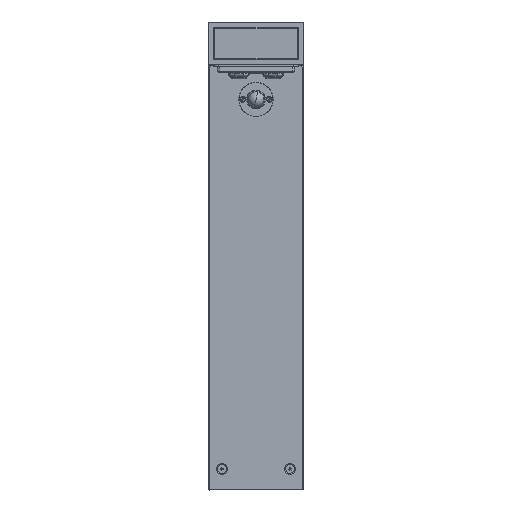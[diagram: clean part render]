
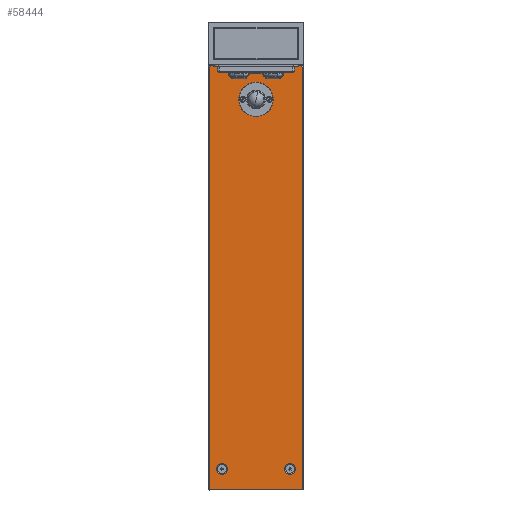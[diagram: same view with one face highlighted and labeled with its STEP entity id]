
A CAD part, top view. The second image highlights one B-rep face of the part: STEP entity #58444.
In plain terms, the highlighted face is planar.
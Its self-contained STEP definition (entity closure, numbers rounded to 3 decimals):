
#378 = CARTESIAN_POINT ( 'NONE',  ( -25., 528.333, 28.43 ) ) ;
#2458 = ORIENTED_EDGE ( 'NONE', *, *, #95204, .T. ) ;
#4145 = DIRECTION ( 'NONE',  ( 1., 0., 0. ) ) ;
#4395 = CIRCLE ( 'NONE', #131108, 6.4 ) ;
#7900 = CARTESIAN_POINT ( 'NONE',  ( -25., 455., 15.5 ) ) ;
#8367 = DIRECTION ( 'NONE',  ( -1., 0., 0. ) ) ;
#8491 = DIRECTION ( 'NONE',  ( 0., 0., 1. ) ) ;
#9350 = LINE ( 'NONE', #378, #68078 ) ;
#9732 = AXIS2_PLACEMENT_3D ( 'NONE', #60117, #8367, #58538 ) ;
#11203 = VERTEX_POINT ( 'NONE', #141940 ) ;
#11875 = EDGE_CURVE ( 'NONE', #91943, #89123, #45917, .T. ) ;
#12322 = ORIENTED_EDGE ( 'NONE', *, *, #36031, .F. ) ;
#12645 = FACE_BOUND ( 'NONE', #65616, .T. ) ;
#13148 = CIRCLE ( 'NONE', #103623, 6.4 ) ;
#13439 = DIRECTION ( 'NONE',  ( 0., 0., -1. ) ) ;
#14094 = VERTEX_POINT ( 'NONE', #147172 ) ;
#14225 = FACE_BOUND ( 'NONE', #136643, .T. ) ;
#14763 = ORIENTED_EDGE ( 'NONE', *, *, #119186, .F. ) ;
#15014 = VERTEX_POINT ( 'NONE', #66676 ) ;
#15031 = FACE_BOUND ( 'NONE', #89392, .T. ) ;
#15240 = CIRCLE ( 'NONE', #113490, 1.25 ) ;
#15298 = EDGE_CURVE ( 'NONE', #11203, #146656, #89791, .T. ) ;
#15997 = VERTEX_POINT ( 'NONE', #40218 ) ;
#17749 = ORIENTED_EDGE ( 'NONE', *, *, #34351, .F. ) ;
#19010 = ORIENTED_EDGE ( 'NONE', *, *, #60267, .T. ) ;
#20151 = DIRECTION ( 'NONE',  ( 0., 0., 1. ) ) ;
#20531 = ORIENTED_EDGE ( 'NONE', *, *, #60292, .T. ) ;
#21628 = VERTEX_POINT ( 'NONE', #137890 ) ;
#22142 = CARTESIAN_POINT ( 'NONE',  ( -25., 24.4, -39.65 ) ) ;
#22416 = CARTESIAN_POINT ( 'NONE',  ( -25., 545., 54.5 ) ) ;
#23210 = DIRECTION ( 'NONE',  ( 0., 0., 1. ) ) ;
#23845 = CIRCLE ( 'NONE', #142854, 6.4 ) ;
#25411 = ORIENTED_EDGE ( 'NONE', *, *, #112430, .F. ) ;
#26000 = DIRECTION ( 'NONE',  ( 0., 0., -1. ) ) ;
#28650 = DIRECTION ( 'NONE',  ( 0., 0., 1. ) ) ;
#28791 = VERTEX_POINT ( 'NONE', #157274 ) ;
#30379 = AXIS2_PLACEMENT_3D ( 'NONE', #46527, #95879, #8491 ) ;
#31266 = DIRECTION ( 'NONE',  ( 0., 0., 1. ) ) ;
#31597 = VECTOR ( 'NONE', #123553, 1000. ) ;
#33918 = ORIENTED_EDGE ( 'NONE', *, *, #15298, .F. ) ;
#34351 = EDGE_CURVE ( 'NONE', #146656, #11203, #92172, .T. ) ;
#35162 = AXIS2_PLACEMENT_3D ( 'NONE', #76941, #136172, #26000 ) ;
#36031 = EDGE_CURVE ( 'NONE', #21628, #94583, #56261, .T. ) ;
#36043 = CARTESIAN_POINT ( 'NONE',  ( -25., 24.4, 46.05 ) ) ;
#40218 = CARTESIAN_POINT ( 'NONE',  ( -25., 495., -52. ) ) ;
#44488 = EDGE_CURVE ( 'NONE', #44692, #93544, #114689, .T. ) ;
#44692 = VERTEX_POINT ( 'NONE', #134846 ) ;
#45917 = LINE ( 'NONE', #22416, #62856 ) ;
#46527 = CARTESIAN_POINT ( 'NONE',  ( -25., 455., -15.5 ) ) ;
#46976 = AXIS2_PLACEMENT_3D ( 'NONE', #62002, #138127, #13439 ) ;
#53282 = AXIS2_PLACEMENT_3D ( 'NONE', #7900, #57272, #23210 ) ;
#56261 = CIRCLE ( 'NONE', #30379, 1.25 ) ;
#57272 = DIRECTION ( 'NONE',  ( -1., 0., 0. ) ) ;
#58444 = ADVANCED_FACE ( 'NONE', ( #97639, #14225, #15031, #64384, #12645, #101617 ), #98428, .F. ) ;
#58538 = DIRECTION ( 'NONE',  ( 0., 0., 1. ) ) ;
#60117 = CARTESIAN_POINT ( 'NONE',  ( -25., 455., 0. ) ) ;
#60267 = EDGE_CURVE ( 'NONE', #93544, #89123, #124349, .T. ) ;
#60292 = EDGE_CURVE ( 'NONE', #73250, #15014, #23845, .T. ) ;
#60324 = ORIENTED_EDGE ( 'NONE', *, *, #123522, .F. ) ;
#62002 = CARTESIAN_POINT ( 'NONE',  ( -25., 545., -54.5 ) ) ;
#62646 = ORIENTED_EDGE ( 'NONE', *, *, #122144, .F. ) ;
#62856 = VECTOR ( 'NONE', #73324, 1000. ) ;
#63941 = CARTESIAN_POINT ( 'NONE',  ( -25., 455., -10.25 ) ) ;
#64384 = FACE_BOUND ( 'NONE', #116706, .T. ) ;
#65616 = EDGE_LOOP ( 'NONE', ( #107000, #121614 ) ) ;
#66676 = CARTESIAN_POINT ( 'NONE',  ( -25., 24.4, 33.25 ) ) ;
#67245 = CARTESIAN_POINT ( 'NONE',  ( -25., 24.4, -39.65 ) ) ;
#68078 = VECTOR ( 'NONE', #147013, 1000. ) ;
#69109 = DIRECTION ( 'NONE',  ( 0., -0.816, -0.577 ) ) ;
#69135 = EDGE_CURVE ( 'NONE', #15997, #44692, #105591, .T. ) ;
#69403 = EDGE_LOOP ( 'NONE', ( #157634, #126461, #60324, #79742, #91563, #19010 ) ) ;
#69899 = CARTESIAN_POINT ( 'NONE',  ( -25., 528.333, -28.43 ) ) ;
#71055 = CARTESIAN_POINT ( 'NONE',  ( -25., 495., -890.292 ) ) ;
#73250 = VERTEX_POINT ( 'NONE', #36043 ) ;
#73324 = DIRECTION ( 'NONE',  ( 0., -1., 0. ) ) ;
#75383 = EDGE_CURVE ( 'NONE', #117066, #135262, #13148, .T. ) ;
#76941 = CARTESIAN_POINT ( 'NONE',  ( -25., 24.4, 39.65 ) ) ;
#79742 = ORIENTED_EDGE ( 'NONE', *, *, #69135, .T. ) ;
#79904 = CARTESIAN_POINT ( 'NONE',  ( -25., 0., -54.5 ) ) ;
#81660 = VERTEX_POINT ( 'NONE', #115128 ) ;
#87729 = CARTESIAN_POINT ( 'NONE',  ( -25., 491.464, 54.5 ) ) ;
#89123 = VERTEX_POINT ( 'NONE', #99059 ) ;
#89347 = DIRECTION ( 'NONE',  ( -1., 0., 0. ) ) ;
#89392 = EDGE_LOOP ( 'NONE', ( #33918, #17749 ) ) ;
#89565 = DIRECTION ( 'NONE',  ( 0., -1., 0. ) ) ;
#89791 = CIRCLE ( 'NONE', #9732, 10.25 ) ;
#90743 = DIRECTION ( 'NONE',  ( 0., 0., -1. ) ) ;
#91257 = CARTESIAN_POINT ( 'NONE',  ( -25., 24.4, -33.25 ) ) ;
#91563 = ORIENTED_EDGE ( 'NONE', *, *, #44488, .T. ) ;
#91943 = VERTEX_POINT ( 'NONE', #87729 ) ;
#91950 = CARTESIAN_POINT ( 'NONE',  ( -25., 545., -54.5 ) ) ;
#92172 = CIRCLE ( 'NONE', #112889, 10.25 ) ;
#92420 = AXIS2_PLACEMENT_3D ( 'NONE', #104132, #154404, #31266 ) ;
#93544 = VERTEX_POINT ( 'NONE', #79904 ) ;
#94583 = VERTEX_POINT ( 'NONE', #127779 ) ;
#95204 = EDGE_CURVE ( 'NONE', #15014, #73250, #133464, .T. ) ;
#95879 = DIRECTION ( 'NONE',  ( -1., 0., 0. ) ) ;
#97610 = DIRECTION ( 'NONE',  ( 1., 0., 0. ) ) ;
#97639 = FACE_BOUND ( 'NONE', #152578, .T. ) ;
#98403 = CARTESIAN_POINT ( 'NONE',  ( -25., 24.4, 39.65 ) ) ;
#98428 = PLANE ( 'NONE',  #46976 ) ;
#99059 = CARTESIAN_POINT ( 'NONE',  ( -25., 0., 54.5 ) ) ;
#101409 = EDGE_CURVE ( 'NONE', #91943, #81660, #9350, .T. ) ;
#101617 = FACE_OUTER_BOUND ( 'NONE', #69403, .T. ) ;
#103623 = AXIS2_PLACEMENT_3D ( 'NONE', #67245, #4145, #90743 ) ;
#104132 = CARTESIAN_POINT ( 'NONE',  ( -25., 455., 15.5 ) ) ;
#105591 = LINE ( 'NONE', #69899, #107052 ) ;
#106416 = CARTESIAN_POINT ( 'NONE',  ( -25., 455., 0. ) ) ;
#107000 = ORIENTED_EDGE ( 'NONE', *, *, #113707, .T. ) ;
#107052 = VECTOR ( 'NONE', #69109, 1000. ) ;
#109936 = LINE ( 'NONE', #71055, #129228 ) ;
#112430 = EDGE_CURVE ( 'NONE', #14094, #28791, #123093, .T. ) ;
#112889 = AXIS2_PLACEMENT_3D ( 'NONE', #106416, #155857, #116990 ) ;
#112979 = CARTESIAN_POINT ( 'NONE',  ( -25., 0., -54.5 ) ) ;
#113490 = AXIS2_PLACEMENT_3D ( 'NONE', #137216, #89347, #28650 ) ;
#113707 = EDGE_CURVE ( 'NONE', #135262, #117066, #4395, .T. ) ;
#114689 = LINE ( 'NONE', #91950, #151994 ) ;
#115128 = CARTESIAN_POINT ( 'NONE',  ( -25., 495., 52. ) ) ;
#116706 = EDGE_LOOP ( 'NONE', ( #20531, #2458 ) ) ;
#116990 = DIRECTION ( 'NONE',  ( 0., 0., 1. ) ) ;
#117066 = VERTEX_POINT ( 'NONE', #118588 ) ;
#118368 = CIRCLE ( 'NONE', #92420, 1.25 ) ;
#118588 = CARTESIAN_POINT ( 'NONE',  ( -25., 24.4, -46.05 ) ) ;
#119186 = EDGE_CURVE ( 'NONE', #28791, #14094, #118368, .T. ) ;
#119350 = DIRECTION ( 'NONE',  ( 0., 0., -1. ) ) ;
#121614 = ORIENTED_EDGE ( 'NONE', *, *, #75383, .T. ) ;
#122144 = EDGE_CURVE ( 'NONE', #94583, #21628, #15240, .T. ) ;
#123093 = CIRCLE ( 'NONE', #53282, 1.25 ) ;
#123522 = EDGE_CURVE ( 'NONE', #15997, #81660, #109936, .T. ) ;
#123553 = DIRECTION ( 'NONE',  ( 0., 0., 1. ) ) ;
#124349 = LINE ( 'NONE', #112979, #31597 ) ;
#126461 = ORIENTED_EDGE ( 'NONE', *, *, #101409, .T. ) ;
#127779 = CARTESIAN_POINT ( 'NONE',  ( -25., 455., -14.25 ) ) ;
#129228 = VECTOR ( 'NONE', #20151, 1000. ) ;
#131108 = AXIS2_PLACEMENT_3D ( 'NONE', #22142, #133908, #119350 ) ;
#133464 = CIRCLE ( 'NONE', #35162, 6.4 ) ;
#133908 = DIRECTION ( 'NONE',  ( 1., 0., 0. ) ) ;
#134846 = CARTESIAN_POINT ( 'NONE',  ( -25., 491.464, -54.5 ) ) ;
#135262 = VERTEX_POINT ( 'NONE', #91257 ) ;
#136172 = DIRECTION ( 'NONE',  ( 1., 0., 0. ) ) ;
#136643 = EDGE_LOOP ( 'NONE', ( #14763, #25411 ) ) ;
#137216 = CARTESIAN_POINT ( 'NONE',  ( -25., 455., -15.5 ) ) ;
#137890 = CARTESIAN_POINT ( 'NONE',  ( -25., 455., -16.75 ) ) ;
#138127 = DIRECTION ( 'NONE',  ( 1., 0., 0. ) ) ;
#141940 = CARTESIAN_POINT ( 'NONE',  ( -25., 455., 10.25 ) ) ;
#142854 = AXIS2_PLACEMENT_3D ( 'NONE', #98403, #97610, #147878 ) ;
#146656 = VERTEX_POINT ( 'NONE', #63941 ) ;
#147013 = DIRECTION ( 'NONE',  ( 0., 0.816, -0.577 ) ) ;
#147172 = CARTESIAN_POINT ( 'NONE',  ( -25., 455., 14.25 ) ) ;
#147878 = DIRECTION ( 'NONE',  ( 0., 0., -1. ) ) ;
#151994 = VECTOR ( 'NONE', #89565, 1000. ) ;
#152578 = EDGE_LOOP ( 'NONE', ( #62646, #12322 ) ) ;
#154404 = DIRECTION ( 'NONE',  ( -1., 0., 0. ) ) ;
#155857 = DIRECTION ( 'NONE',  ( -1., 0., 0. ) ) ;
#157274 = CARTESIAN_POINT ( 'NONE',  ( -25., 455., 16.75 ) ) ;
#157634 = ORIENTED_EDGE ( 'NONE', *, *, #11875, .F. ) ;
